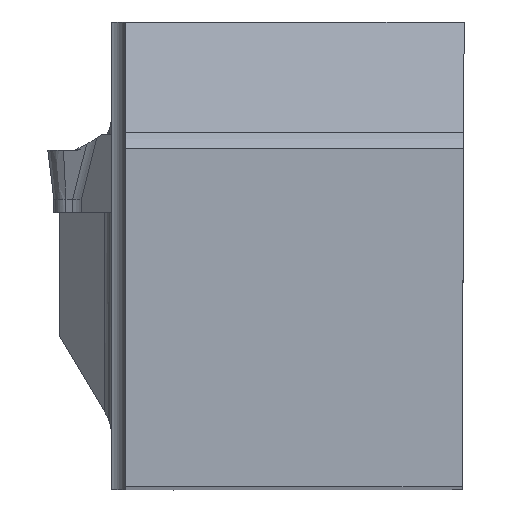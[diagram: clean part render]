
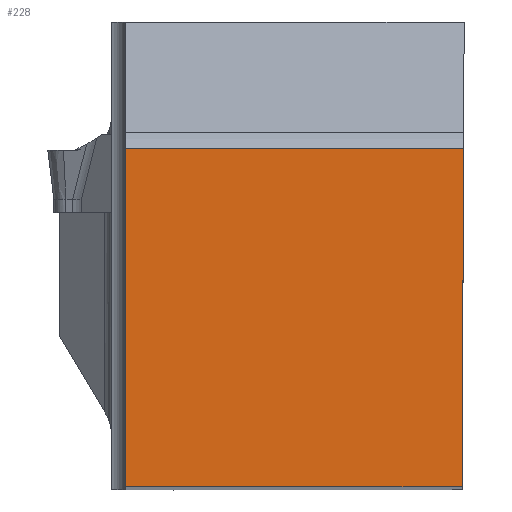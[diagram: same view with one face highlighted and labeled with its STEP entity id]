
A CAD part, top view. The second image highlights one B-rep face of the part: STEP entity #228.
In plain terms, the highlighted planar face has unit normal (0, 0, 1).
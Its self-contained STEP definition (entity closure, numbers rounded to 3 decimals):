
#228=ADVANCED_FACE('CU_BACK_SU1',(#348),#301,.F.);
#301=PLANE('',#1607);
#348=FACE_OUTER_BOUND('',#426,.T.);
#426=EDGE_LOOP('',(#635,#636,#637,#638));
#635=ORIENTED_EDGE('',*,*,#1083,.T.);
#636=ORIENTED_EDGE('',*,*,#1088,.T.);
#637=ORIENTED_EDGE('',*,*,#1096,.T.);
#638=ORIENTED_EDGE('',*,*,#1094,.F.);
#941=VERTEX_POINT('',#2150);
#942=VERTEX_POINT('',#2152);
#946=VERTEX_POINT('',#2161);
#947=VERTEX_POINT('',#2166);
#1083=EDGE_CURVE('',#942,#941,#1278,.T.);
#1088=EDGE_CURVE('',#941,#946,#1281,.T.);
#1094=EDGE_CURVE('',#942,#947,#1286,.T.);
#1096=EDGE_CURVE('',#946,#947,#1288,.T.);
#1278=LINE('',#2151,#1410);
#1281=LINE('',#2162,#1413);
#1286=LINE('',#2172,#1418);
#1288=LINE('',#2175,#1420);
#1410=VECTOR('',#1764,1.);
#1413=VECTOR('',#1773,1.);
#1418=VECTOR('',#1782,1.);
#1420=VECTOR('',#1786,1.);
#1607=AXIS2_PLACEMENT_3D('',#2206,#1824,#1825);
#1764=DIRECTION('',(1.,0.,0.));
#1773=DIRECTION('',(0.004,1.,0.));
#1782=DIRECTION('',(0.,1.,0.));
#1786=DIRECTION('',(-1.,0.,0.));
#1824=DIRECTION('',(0.,0.,-1.));
#1825=DIRECTION('',(0.,-1.,0.));
#2150=CARTESIAN_POINT('',(-0.109,0.,0.));
#2151=CARTESIAN_POINT('',(23.244,0.,0.));
#2152=CARTESIAN_POINT('',(-24.875,0.,0.));
#2161=CARTESIAN_POINT('',(0.,24.875,0.));
#2162=CARTESIAN_POINT('',(0.088,44.976,0.));
#2166=CARTESIAN_POINT('',(-24.875,24.875,0.));
#2172=CARTESIAN_POINT('',(-24.875,44.875,0.));
#2175=CARTESIAN_POINT('',(23.244,24.875,0.));
#2206=CARTESIAN_POINT('',(23.244,44.875,0.));
